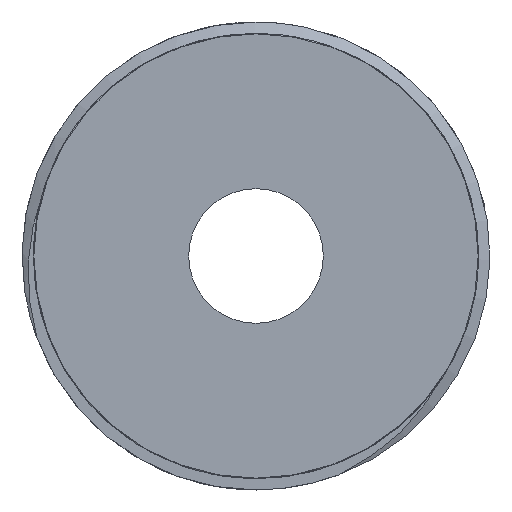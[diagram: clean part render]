
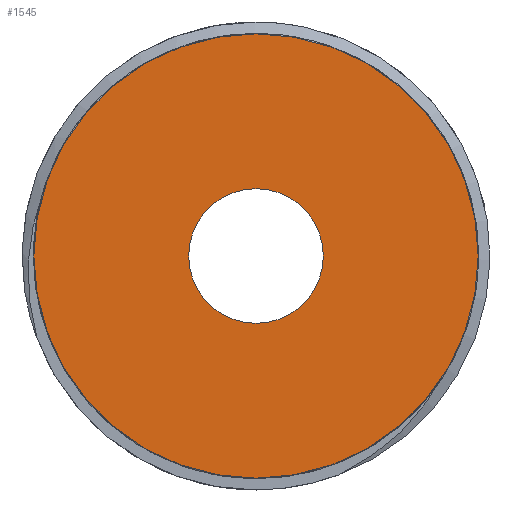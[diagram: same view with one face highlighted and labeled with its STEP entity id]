
A CAD part, front view. The second image highlights one B-rep face of the part: STEP entity #1545.
In plain terms, the highlighted planar face has unit normal (0, -1, 0).
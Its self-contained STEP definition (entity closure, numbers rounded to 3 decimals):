
#19 = AXIS2_PLACEMENT_3D ( 'NONE', #595, #1596, #892 ) ;
#43 = CARTESIAN_POINT ( 'NONE',  ( 0., -0.6, -1. ) ) ;
#104 = CARTESIAN_POINT ( 'NONE',  ( 0., -0.6, 0. ) ) ;
#290 = DIRECTION ( 'NONE',  ( 0., 0., -1. ) ) ;
#450 = DIRECTION ( 'NONE',  ( 0., 0., -1. ) ) ;
#477 = AXIS2_PLACEMENT_3D ( 'NONE', #3932, #1077, #450 ) ;
#509 = CARTESIAN_POINT ( 'NONE',  ( 0., -0.6, -3.299 ) ) ;
#595 = CARTESIAN_POINT ( 'NONE',  ( 0., -0.6, 0. ) ) ;
#600 = DIRECTION ( 'NONE',  ( 0., -1., 0. ) ) ;
#698 = ORIENTED_EDGE ( 'NONE', *, *, #3204, .F. ) ;
#742 = CIRCLE ( 'NONE', #19, 1. ) ;
#892 = DIRECTION ( 'NONE',  ( 0., 0., -1. ) ) ;
#1077 = DIRECTION ( 'NONE',  ( 0., -1., 0. ) ) ;
#1079 = AXIS2_PLACEMENT_3D ( 'NONE', #3643, #2076, #3951 ) ;
#1328 = VERTEX_POINT ( 'NONE', #43 ) ;
#1420 = AXIS2_PLACEMENT_3D ( 'NONE', #104, #1673, #2016 ) ;
#1455 = EDGE_LOOP ( 'NONE', ( #3885, #3109 ) ) ;
#1524 = EDGE_CURVE ( 'NONE', #3487, #2481, #3811, .T. ) ;
#1545 = ADVANCED_FACE ( 'NONE', ( #3152, #3467 ), #2382, .T. ) ;
#1596 = DIRECTION ( 'NONE',  ( 0., -1., 0. ) ) ;
#1657 = ORIENTED_EDGE ( 'NONE', *, *, #2309, .F. ) ;
#1673 = DIRECTION ( 'NONE',  ( 0., -1., 0. ) ) ;
#1701 = EDGE_CURVE ( 'NONE', #2481, #3487, #2885, .T. ) ;
#2016 = DIRECTION ( 'NONE',  ( 0., 0., -1. ) ) ;
#2076 = DIRECTION ( 'NONE',  ( 0., -1., 0. ) ) ;
#2095 = VERTEX_POINT ( 'NONE', #3505 ) ;
#2178 = CARTESIAN_POINT ( 'NONE',  ( 0., -0.6, 0. ) ) ;
#2309 = EDGE_CURVE ( 'NONE', #2095, #1328, #742, .T. ) ;
#2382 = PLANE ( 'NONE',  #1420 ) ;
#2481 = VERTEX_POINT ( 'NONE', #509 ) ;
#2885 = CIRCLE ( 'NONE', #1079, 3.299 ) ;
#3109 = ORIENTED_EDGE ( 'NONE', *, *, #1701, .T. ) ;
#3152 = FACE_OUTER_BOUND ( 'NONE', #1455, .T. ) ;
#3204 = EDGE_CURVE ( 'NONE', #1328, #2095, #3216, .T. ) ;
#3209 = CARTESIAN_POINT ( 'NONE',  ( 0., -0.6, 3.299 ) ) ;
#3216 = CIRCLE ( 'NONE', #477, 1. ) ;
#3467 = FACE_BOUND ( 'NONE', #3651, .T. ) ;
#3487 = VERTEX_POINT ( 'NONE', #3209 ) ;
#3505 = CARTESIAN_POINT ( 'NONE',  ( 0., -0.6, 1. ) ) ;
#3643 = CARTESIAN_POINT ( 'NONE',  ( 0., -0.6, 0. ) ) ;
#3651 = EDGE_LOOP ( 'NONE', ( #698, #1657 ) ) ;
#3758 = AXIS2_PLACEMENT_3D ( 'NONE', #2178, #600, #290 ) ;
#3811 = CIRCLE ( 'NONE', #3758, 3.299 ) ;
#3885 = ORIENTED_EDGE ( 'NONE', *, *, #1524, .T. ) ;
#3932 = CARTESIAN_POINT ( 'NONE',  ( 0., -0.6, 0. ) ) ;
#3951 = DIRECTION ( 'NONE',  ( 0., 0., -1. ) ) ;
